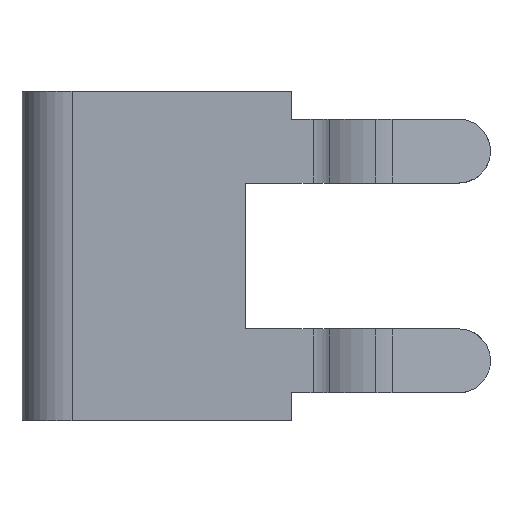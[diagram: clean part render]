
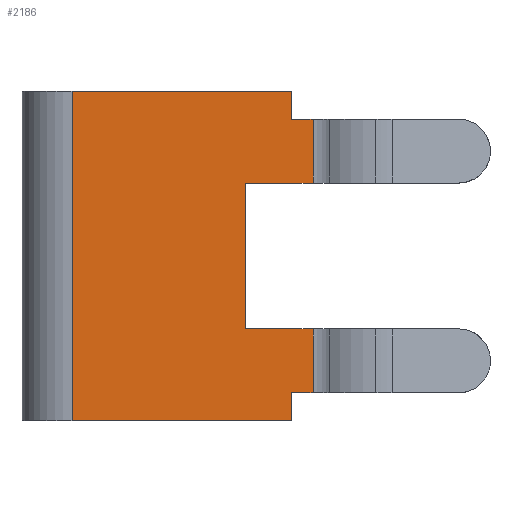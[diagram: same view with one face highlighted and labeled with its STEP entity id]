
A CAD part, left-side view. The second image highlights one B-rep face of the part: STEP entity #2186.
In plain terms, the highlighted planar face has unit normal (-1, 0, 0).
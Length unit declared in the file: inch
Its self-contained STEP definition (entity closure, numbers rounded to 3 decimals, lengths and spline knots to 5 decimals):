
#40 = LINE ( 'NONE', #3090, #1348 ) ;
#56 = DIRECTION ( 'NONE',  ( 0., 0., -1. ) ) ;
#75 = VECTOR ( 'NONE', #1403, 39.37008 ) ;
#147 = EDGE_CURVE ( 'NONE', #3001, #3099, #2106, .T. ) ;
#156 = LINE ( 'NONE', #2655, #75 ) ;
#157 = VERTEX_POINT ( 'NONE', #3126 ) ;
#196 = CARTESIAN_POINT ( 'NONE',  ( -0.155, 0.16654, 0.31 ) ) ;
#236 = EDGE_CURVE ( 'NONE', #302, #157, #1118, .T. ) ;
#259 = ORIENTED_EDGE ( 'NONE', *, *, #2303, .T. ) ;
#302 = VERTEX_POINT ( 'NONE', #1868 ) ;
#371 = EDGE_CURVE ( 'NONE', #2435, #3004, #891, .T. ) ;
#393 = VERTEX_POINT ( 'NONE', #1546 ) ;
#421 = CARTESIAN_POINT ( 'NONE',  ( -0.155, 0.393, 0.2835 ) ) ;
#487 = VECTOR ( 'NONE', #3233, 39.37008 ) ;
#497 = VECTOR ( 'NONE', #1915, 39.37008 ) ;
#502 = CARTESIAN_POINT ( 'NONE',  ( -0.155, 0.187, 0.31 ) ) ;
#523 = AXIS2_PLACEMENT_3D ( 'NONE', #1598, #2354, #854 ) ;
#535 = VERTEX_POINT ( 'NONE', #2671 ) ;
#575 = EDGE_CURVE ( 'NONE', #2987, #2167, #2830, .T. ) ;
#620 = PLANE ( 'NONE',  #523 ) ;
#653 = DIRECTION ( 'NONE',  ( 0., 1., 0. ) ) ;
#671 = VECTOR ( 'NONE', #1180, 39.37008 ) ;
#686 = CARTESIAN_POINT ( 'NONE',  ( -0.155, 0.23, 0.31 ) ) ;
#714 = ORIENTED_EDGE ( 'NONE', *, *, #3095, .T. ) ;
#747 = VERTEX_POINT ( 'NONE', #1170 ) ;
#768 = CARTESIAN_POINT ( 'NONE',  ( -0.155, 0.187, 0.0265 ) ) ;
#799 = CARTESIAN_POINT ( 'NONE',  ( -0.155, 0.393, 0.31 ) ) ;
#854 = DIRECTION ( 'NONE',  ( 0., -1., 0. ) ) ;
#879 = DIRECTION ( 'NONE',  ( 0., -1., 0. ) ) ;
#891 = LINE ( 'NONE', #421, #2065 ) ;
#918 = EDGE_CURVE ( 'NONE', #3004, #2987, #3245, .T. ) ;
#1072 = LINE ( 'NONE', #686, #2329 ) ;
#1076 = ORIENTED_EDGE ( 'NONE', *, *, #1712, .T. ) ;
#1118 = LINE ( 'NONE', #1145, #497 ) ;
#1145 = CARTESIAN_POINT ( 'NONE',  ( -0.155, 0.393, 0.2235 ) ) ;
#1170 = CARTESIAN_POINT ( 'NONE',  ( -0.155, 0.393, 0. ) ) ;
#1180 = DIRECTION ( 'NONE',  ( 0., 0., -1. ) ) ;
#1184 = CARTESIAN_POINT ( 'NONE',  ( -0.155, 0.393, 0.31 ) ) ;
#1196 = VECTOR ( 'NONE', #1228, 39.37008 ) ;
#1204 = ORIENTED_EDGE ( 'NONE', *, *, #1235, .F. ) ;
#1228 = DIRECTION ( 'NONE',  ( 0., 0., -1. ) ) ;
#1235 = EDGE_CURVE ( 'NONE', #535, #747, #1783, .T. ) ;
#1238 = ORIENTED_EDGE ( 'NONE', *, *, #1535, .T. ) ;
#1252 = CARTESIAN_POINT ( 'NONE',  ( -0.155, 0.187, 0.31 ) ) ;
#1316 = LINE ( 'NONE', #799, #2002 ) ;
#1348 = VECTOR ( 'NONE', #653, 39.37008 ) ;
#1350 = VECTOR ( 'NONE', #879, 39.37008 ) ;
#1403 = DIRECTION ( 'NONE',  ( 0., 0., 1. ) ) ;
#1520 = VECTOR ( 'NONE', #2937, 39.37008 ) ;
#1535 = EDGE_CURVE ( 'NONE', #2485, #302, #1072, .T. ) ;
#1546 = CARTESIAN_POINT ( 'NONE',  ( -0.155, 0.16654, 0.0865 ) ) ;
#1598 = CARTESIAN_POINT ( 'NONE',  ( -0.155, 0.393, 0.31 ) ) ;
#1680 = ORIENTED_EDGE ( 'NONE', *, *, #371, .T. ) ;
#1712 = EDGE_CURVE ( 'NONE', #393, #2485, #40, .T. ) ;
#1747 = ORIENTED_EDGE ( 'NONE', *, *, #575, .T. ) ;
#1783 = LINE ( 'NONE', #2970, #487 ) ;
#1868 = CARTESIAN_POINT ( 'NONE',  ( -0.155, 0.23, 0.2235 ) ) ;
#1915 = DIRECTION ( 'NONE',  ( 0., -1., 0. ) ) ;
#1918 = DIRECTION ( 'NONE',  ( 0., 0., 1. ) ) ;
#1947 = ORIENTED_EDGE ( 'NONE', *, *, #3151, .F. ) ;
#2002 = VECTOR ( 'NONE', #56, 39.37008 ) ;
#2021 = LINE ( 'NONE', #3236, #1196 ) ;
#2065 = VECTOR ( 'NONE', #2775, 39.37008 ) ;
#2106 = LINE ( 'NONE', #2621, #1350 ) ;
#2154 = ORIENTED_EDGE ( 'NONE', *, *, #918, .T. ) ;
#2167 = VERTEX_POINT ( 'NONE', #2583 ) ;
#2186 = ADVANCED_FACE ( 'NONE', ( #2311 ), #620, .T. ) ;
#2303 = EDGE_CURVE ( 'NONE', #2167, #747, #1316, .T. ) ;
#2311 = FACE_OUTER_BOUND ( 'NONE', #2824, .T. ) ;
#2329 = VECTOR ( 'NONE', #1918, 39.37008 ) ;
#2344 = ORIENTED_EDGE ( 'NONE', *, *, #2940, .F. ) ;
#2354 = DIRECTION ( 'NONE',  ( -1., 0., 0. ) ) ;
#2435 = VERTEX_POINT ( 'NONE', #2841 ) ;
#2453 = ORIENTED_EDGE ( 'NONE', *, *, #147, .T. ) ;
#2485 = VERTEX_POINT ( 'NONE', #2884 ) ;
#2502 = CARTESIAN_POINT ( 'NONE',  ( -0.155, 0.187, 0.2835 ) ) ;
#2560 = VECTOR ( 'NONE', #2709, 39.37008 ) ;
#2583 = CARTESIAN_POINT ( 'NONE',  ( -0.155, 0.393, 0.31 ) ) ;
#2621 = CARTESIAN_POINT ( 'NONE',  ( -0.155, 0.393, 0.0265 ) ) ;
#2655 = CARTESIAN_POINT ( 'NONE',  ( -0.155, 0.187, 0.31 ) ) ;
#2671 = CARTESIAN_POINT ( 'NONE',  ( -0.155, 0.187, 0. ) ) ;
#2709 = DIRECTION ( 'NONE',  ( 0., 0., 1. ) ) ;
#2775 = DIRECTION ( 'NONE',  ( 0., 1., 0. ) ) ;
#2824 = EDGE_LOOP ( 'NONE', ( #2344, #1076, #1238, #2837, #1947, #1680, #2154, #1747, #259, #1204, #714, #2453 ) ) ;
#2830 = LINE ( 'NONE', #1184, #1520 ) ;
#2837 = ORIENTED_EDGE ( 'NONE', *, *, #236, .T. ) ;
#2841 = CARTESIAN_POINT ( 'NONE',  ( -0.155, 0.16654, 0.2835 ) ) ;
#2884 = CARTESIAN_POINT ( 'NONE',  ( -0.155, 0.23, 0.0865 ) ) ;
#2937 = DIRECTION ( 'NONE',  ( 0., 1., 0. ) ) ;
#2940 = EDGE_CURVE ( 'NONE', #393, #3099, #2021, .T. ) ;
#2970 = CARTESIAN_POINT ( 'NONE',  ( -0.155, 0.393, 0. ) ) ;
#2987 = VERTEX_POINT ( 'NONE', #1252 ) ;
#3001 = VERTEX_POINT ( 'NONE', #768 ) ;
#3004 = VERTEX_POINT ( 'NONE', #2502 ) ;
#3090 = CARTESIAN_POINT ( 'NONE',  ( -0.155, 0.393, 0.0865 ) ) ;
#3095 = EDGE_CURVE ( 'NONE', #535, #3001, #156, .T. ) ;
#3099 = VERTEX_POINT ( 'NONE', #3158 ) ;
#3126 = CARTESIAN_POINT ( 'NONE',  ( -0.155, 0.16654, 0.2235 ) ) ;
#3151 = EDGE_CURVE ( 'NONE', #2435, #157, #3243, .T. ) ;
#3158 = CARTESIAN_POINT ( 'NONE',  ( -0.155, 0.16654, 0.0265 ) ) ;
#3233 = DIRECTION ( 'NONE',  ( 0., 1., 0. ) ) ;
#3236 = CARTESIAN_POINT ( 'NONE',  ( -0.155, 0.16654, 0.31 ) ) ;
#3243 = LINE ( 'NONE', #196, #671 ) ;
#3245 = LINE ( 'NONE', #502, #2560 ) ;
